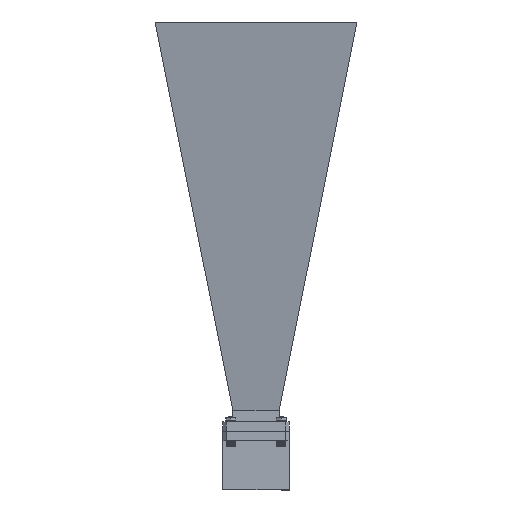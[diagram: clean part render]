
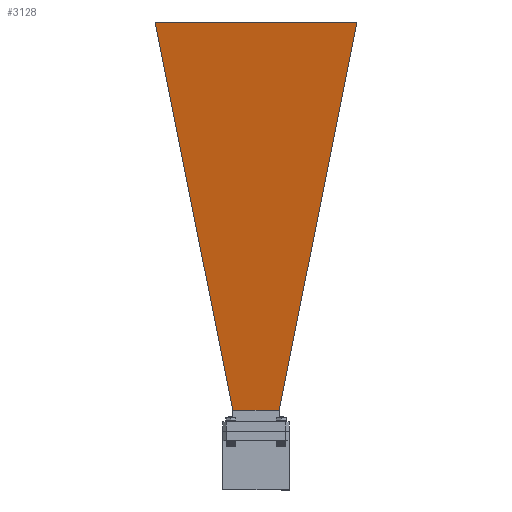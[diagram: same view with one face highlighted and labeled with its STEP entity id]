
A CAD part, front view. The second image highlights one B-rep face of the part: STEP entity #3128.
In plain terms, the highlighted face is planar.
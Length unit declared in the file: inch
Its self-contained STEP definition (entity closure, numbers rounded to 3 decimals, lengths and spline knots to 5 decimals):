
#206 = EDGE_CURVE ( 'NONE', #8412, #6400, #17724, .T. ) ;
#226 = EDGE_CURVE ( 'NONE', #10816, #8412, #16178, .T. ) ;
#661 = PLANE ( 'NONE',  #4496 ) ;
#1461 = DIRECTION ( 'NONE',  ( 0., -1., 0. ) ) ;
#1639 = EDGE_CURVE ( 'NONE', #10544, #6400, #1951, .T. ) ;
#1951 = LINE ( 'NONE', #6511, #2876 ) ;
#2876 = VECTOR ( 'NONE', #16956, 39.37008 ) ;
#3100 = DIRECTION ( 'NONE',  ( -0.156, 0.194, 0.968 ) ) ;
#3128 = ADVANCED_FACE ( 'NONE', ( #17210 ), #661, .T. ) ;
#4181 = DIRECTION ( 'NONE',  ( 0.156, 0.194, -0.968 ) ) ;
#4496 = AXIS2_PLACEMENT_3D ( 'NONE', #14105, #12742, #15864 ) ;
#4624 = ORIENTED_EDGE ( 'NONE', *, *, #15541, .F. ) ;
#5796 = CARTESIAN_POINT ( 'NONE',  ( -0.33366, 0.58908, 1.9622 ) ) ;
#6149 = CARTESIAN_POINT ( 'NONE',  ( -0.33366, -0.58908, 1.9622 ) ) ;
#6400 = VERTEX_POINT ( 'NONE', #6149 ) ;
#6511 = CARTESIAN_POINT ( 'NONE',  ( -0.33366, 0., 1.9622 ) ) ;
#7374 = CARTESIAN_POINT ( 'NONE',  ( -0.33366, 0.58908, 1.9622 ) ) ;
#7662 = CARTESIAN_POINT ( 'NONE',  ( -1.93018, 2.5744, 11.86327 ) ) ;
#8412 = VERTEX_POINT ( 'NONE', #12256 ) ;
#9138 = LINE ( 'NONE', #7374, #17562 ) ;
#9616 = ORIENTED_EDGE ( 'NONE', *, *, #1639, .T. ) ;
#10369 = VECTOR ( 'NONE', #4181, 39.37008 ) ;
#10544 = VERTEX_POINT ( 'NONE', #5796 ) ;
#10816 = VERTEX_POINT ( 'NONE', #7662 ) ;
#12256 = CARTESIAN_POINT ( 'NONE',  ( -1.93018, -2.5744, 11.86327 ) ) ;
#12742 = DIRECTION ( 'NONE',  ( -0.987, 0., -0.159 ) ) ;
#12852 = VECTOR ( 'NONE', #1461, 39.37008 ) ;
#14105 = CARTESIAN_POINT ( 'NONE',  ( -1.13041, 0., 6.90335 ) ) ;
#14791 = ORIENTED_EDGE ( 'NONE', *, *, #206, .F. ) ;
#14908 = ORIENTED_EDGE ( 'NONE', *, *, #226, .F. ) ;
#15541 = EDGE_CURVE ( 'NONE', #10544, #10816, #9138, .T. ) ;
#15864 = DIRECTION ( 'NONE',  ( -0.159, 0., 0.987 ) ) ;
#16178 = LINE ( 'NONE', #17533, #12852 ) ;
#16282 = CARTESIAN_POINT ( 'NONE',  ( -1.93018, -2.5744, 11.86327 ) ) ;
#16289 = EDGE_LOOP ( 'NONE', ( #14791, #14908, #4624, #9616 ) ) ;
#16956 = DIRECTION ( 'NONE',  ( 0., -1., 0. ) ) ;
#17210 = FACE_OUTER_BOUND ( 'NONE', #16289, .T. ) ;
#17533 = CARTESIAN_POINT ( 'NONE',  ( -1.93018, 0., 11.86327 ) ) ;
#17562 = VECTOR ( 'NONE', #3100, 39.37008 ) ;
#17724 = LINE ( 'NONE', #16282, #10369 ) ;
